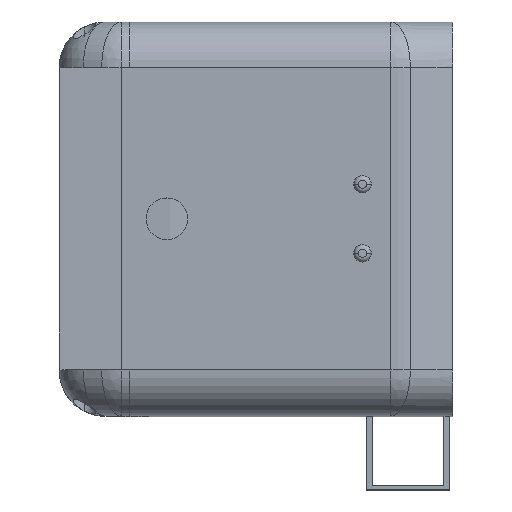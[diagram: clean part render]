
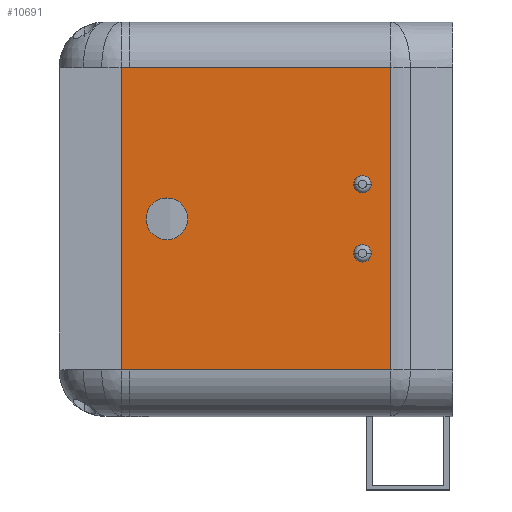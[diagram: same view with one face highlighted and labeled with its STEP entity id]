
A CAD part, top view. The second image highlights one B-rep face of the part: STEP entity #10691.
In plain terms, the highlighted planar face has unit normal (0, 0, 1).
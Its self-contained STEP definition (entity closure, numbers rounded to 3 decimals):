
#10 = ORIENTED_EDGE ( 'NONE', *, *, #2285, .T. ) ;
#14 = CARTESIAN_POINT ( 'NONE',  ( -44.641, 175.136, 91.528 ) ) ;
#304 = ORIENTED_EDGE ( 'NONE', *, *, #4378, .T. ) ;
#339 = CIRCLE ( 'NONE', #7143, 1.9 ) ;
#367 = VERTEX_POINT ( 'NONE', #5001 ) ;
#545 = LINE ( 'NONE', #1526, #10416 ) ;
#600 = LINE ( 'NONE', #5167, #6121 ) ;
#803 = EDGE_LOOP ( 'NONE', ( #6478, #304, #4057, #10475, #10, #4495 ) ) ;
#841 = CARTESIAN_POINT ( 'NONE',  ( 4.347, 215.686, 91.528 ) ) ;
#917 = AXIS2_PLACEMENT_3D ( 'NONE', #8995, #4308, #2488 ) ;
#948 = VERTEX_POINT ( 'NONE', #9871 ) ;
#999 = ORIENTED_EDGE ( 'NONE', *, *, #8833, .F. ) ;
#1024 = CIRCLE ( 'NONE', #7807, 4.55 ) ;
#1117 = VECTOR ( 'NONE', #1952, 1000. ) ;
#1365 = EDGE_CURVE ( 'NONE', #4588, #1966, #2125, .T. ) ;
#1526 = CARTESIAN_POINT ( 'NONE',  ( -48.6, 241.136, 91.528 ) ) ;
#1577 = CARTESIAN_POINT ( 'NONE',  ( -41.006, 208.136, 91.528 ) ) ;
#1728 = VERTEX_POINT ( 'NONE', #1577 ) ;
#1769 = CARTESIAN_POINT ( 'NONE',  ( -48.6, 165.136, 91.528 ) ) ;
#1828 = DIRECTION ( 'NONE',  ( 0., 0., 1. ) ) ;
#1952 = DIRECTION ( 'NONE',  ( -1., 0., 0. ) ) ;
#1966 = VERTEX_POINT ( 'NONE', #10725 ) ;
#2125 = LINE ( 'NONE', #6664, #1117 ) ;
#2268 = VERTEX_POINT ( 'NONE', #6126 ) ;
#2285 = EDGE_CURVE ( 'NONE', #8712, #4588, #545, .T. ) ;
#2322 = DIRECTION ( 'NONE',  ( 1., 0., 0. ) ) ;
#2488 = DIRECTION ( 'NONE',  ( 1., 0., 0. ) ) ;
#2634 = VERTEX_POINT ( 'NONE', #9720 ) ;
#2675 = CARTESIAN_POINT ( 'NONE',  ( 6.247, 200.586, 91.528 ) ) ;
#3028 = EDGE_CURVE ( 'NONE', #1728, #948, #1024, .T. ) ;
#3216 = DIRECTION ( 'NONE',  ( 0., 1., 0. ) ) ;
#3432 = DIRECTION ( 'NONE',  ( 0., 0., 1. ) ) ;
#3612 = DIRECTION ( 'NONE',  ( 1., 0., 0. ) ) ;
#3908 = EDGE_CURVE ( 'NONE', #1966, #10983, #4534, .T. ) ;
#4057 = ORIENTED_EDGE ( 'NONE', *, *, #5623, .T. ) ;
#4308 = DIRECTION ( 'NONE',  ( 0., 0., 1. ) ) ;
#4378 = EDGE_CURVE ( 'NONE', #10983, #10216, #8413, .T. ) ;
#4495 = ORIENTED_EDGE ( 'NONE', *, *, #1365, .T. ) ;
#4531 = EDGE_CURVE ( 'NONE', #948, #1728, #8235, .T. ) ;
#4534 = LINE ( 'NONE', #8239, #10411 ) ;
#4551 = AXIS2_PLACEMENT_3D ( 'NONE', #7843, #10648, #2322 ) ;
#4588 = VERTEX_POINT ( 'NONE', #7972 ) ;
#4711 = DIRECTION ( 'NONE',  ( 0., 0., 1. ) ) ;
#4771 = CARTESIAN_POINT ( 'NONE',  ( -36.456, 208.136, 91.528 ) ) ;
#4908 = EDGE_LOOP ( 'NONE', ( #10798, #11684 ) ) ;
#4972 = CARTESIAN_POINT ( 'NONE',  ( -46.456, 175.136, 91.528 ) ) ;
#5001 = CARTESIAN_POINT ( 'NONE',  ( 8.147, 215.686, 91.528 ) ) ;
#5100 = VERTEX_POINT ( 'NONE', #8654 ) ;
#5167 = CARTESIAN_POINT ( 'NONE',  ( 12.451, 165.136, 91.528 ) ) ;
#5237 = DIRECTION ( 'NONE',  ( -1., 0., 0. ) ) ;
#5242 = LINE ( 'NONE', #8029, #8634 ) ;
#5570 = CIRCLE ( 'NONE', #7503, 1.9 ) ;
#5623 = EDGE_CURVE ( 'NONE', #10216, #2634, #5242, .T. ) ;
#5794 = AXIS2_PLACEMENT_3D ( 'NONE', #1769, #1828, #9181 ) ;
#5894 = CARTESIAN_POINT ( 'NONE',  ( 12.451, 241.136, 91.528 ) ) ;
#5991 = EDGE_CURVE ( 'NONE', #2268, #5100, #6499, .T. ) ;
#6121 = VECTOR ( 'NONE', #3216, 1000. ) ;
#6126 = CARTESIAN_POINT ( 'NONE',  ( 4.347, 200.586, 91.528 ) ) ;
#6139 = VECTOR ( 'NONE', #9441, 1000. ) ;
#6190 = FACE_BOUND ( 'NONE', #9622, .T. ) ;
#6366 = DIRECTION ( 'NONE',  ( 0., 0., 1. ) ) ;
#6371 = FACE_BOUND ( 'NONE', #4908, .T. ) ;
#6478 = ORIENTED_EDGE ( 'NONE', *, *, #3908, .T. ) ;
#6499 = CIRCLE ( 'NONE', #11946, 1.9 ) ;
#6555 = CARTESIAN_POINT ( 'NONE',  ( 6.247, 215.686, 91.528 ) ) ;
#6664 = CARTESIAN_POINT ( 'NONE',  ( -48.6, 241.136, 91.528 ) ) ;
#7143 = AXIS2_PLACEMENT_3D ( 'NONE', #8661, #3432, #3612 ) ;
#7503 = AXIS2_PLACEMENT_3D ( 'NONE', #6555, #8515, #11429 ) ;
#7807 = AXIS2_PLACEMENT_3D ( 'NONE', #4771, #4711, #9158 ) ;
#7843 = CARTESIAN_POINT ( 'NONE',  ( -36.456, 208.136, 91.528 ) ) ;
#7918 = EDGE_CURVE ( 'NONE', #2634, #8712, #600, .T. ) ;
#7972 = CARTESIAN_POINT ( 'NONE',  ( -44.641, 241.136, 91.528 ) ) ;
#7998 = CARTESIAN_POINT ( 'NONE',  ( -44.641, 175.136, 91.528 ) ) ;
#8009 = VERTEX_POINT ( 'NONE', #841 ) ;
#8029 = CARTESIAN_POINT ( 'NONE',  ( 14.595, 175.136, 91.528 ) ) ;
#8235 = CIRCLE ( 'NONE', #4551, 4.55 ) ;
#8239 = CARTESIAN_POINT ( 'NONE',  ( -46.456, 165.136, 91.528 ) ) ;
#8413 = LINE ( 'NONE', #14, #6139 ) ;
#8515 = DIRECTION ( 'NONE',  ( 0., 0., 1. ) ) ;
#8634 = VECTOR ( 'NONE', #8949, 1000. ) ;
#8654 = CARTESIAN_POINT ( 'NONE',  ( 8.147, 200.586, 91.528 ) ) ;
#8661 = CARTESIAN_POINT ( 'NONE',  ( 6.247, 215.686, 91.528 ) ) ;
#8712 = VERTEX_POINT ( 'NONE', #5894 ) ;
#8833 = EDGE_CURVE ( 'NONE', #8009, #367, #5570, .T. ) ;
#8949 = DIRECTION ( 'NONE',  ( 1., 0., 0. ) ) ;
#8995 = CARTESIAN_POINT ( 'NONE',  ( 6.247, 200.586, 91.528 ) ) ;
#9158 = DIRECTION ( 'NONE',  ( 1., 0., 0. ) ) ;
#9181 = DIRECTION ( 'NONE',  ( 1., 0., 0. ) ) ;
#9441 = DIRECTION ( 'NONE',  ( 1., 0., 0. ) ) ;
#9622 = EDGE_LOOP ( 'NONE', ( #999, #10536 ) ) ;
#9720 = CARTESIAN_POINT ( 'NONE',  ( 12.451, 175.136, 91.528 ) ) ;
#9871 = CARTESIAN_POINT ( 'NONE',  ( -31.906, 208.136, 91.528 ) ) ;
#9881 = EDGE_CURVE ( 'NONE', #5100, #2268, #10813, .T. ) ;
#10090 = DIRECTION ( 'NONE',  ( 1., 0., 0. ) ) ;
#10095 = FACE_OUTER_BOUND ( 'NONE', #803, .T. ) ;
#10216 = VERTEX_POINT ( 'NONE', #7998 ) ;
#10411 = VECTOR ( 'NONE', #11950, 1000. ) ;
#10416 = VECTOR ( 'NONE', #5237, 1000. ) ;
#10475 = ORIENTED_EDGE ( 'NONE', *, *, #7918, .T. ) ;
#10536 = ORIENTED_EDGE ( 'NONE', *, *, #11227, .F. ) ;
#10648 = DIRECTION ( 'NONE',  ( 0., 0., 1. ) ) ;
#10691 = ADVANCED_FACE ( 'NONE', ( #6371, #10095, #11792, #6190 ), #10879, .T. ) ;
#10725 = CARTESIAN_POINT ( 'NONE',  ( -46.456, 241.136, 91.528 ) ) ;
#10798 = ORIENTED_EDGE ( 'NONE', *, *, #4531, .F. ) ;
#10813 = CIRCLE ( 'NONE', #917, 1.9 ) ;
#10843 = ORIENTED_EDGE ( 'NONE', *, *, #9881, .F. ) ;
#10879 = PLANE ( 'NONE',  #5794 ) ;
#10983 = VERTEX_POINT ( 'NONE', #4972 ) ;
#11227 = EDGE_CURVE ( 'NONE', #367, #8009, #339, .T. ) ;
#11429 = DIRECTION ( 'NONE',  ( 1., 0., 0. ) ) ;
#11631 = EDGE_LOOP ( 'NONE', ( #11911, #10843 ) ) ;
#11684 = ORIENTED_EDGE ( 'NONE', *, *, #3028, .F. ) ;
#11792 = FACE_BOUND ( 'NONE', #11631, .T. ) ;
#11911 = ORIENTED_EDGE ( 'NONE', *, *, #5991, .F. ) ;
#11946 = AXIS2_PLACEMENT_3D ( 'NONE', #2675, #6366, #10090 ) ;
#11950 = DIRECTION ( 'NONE',  ( 0., -1., 0. ) ) ;
